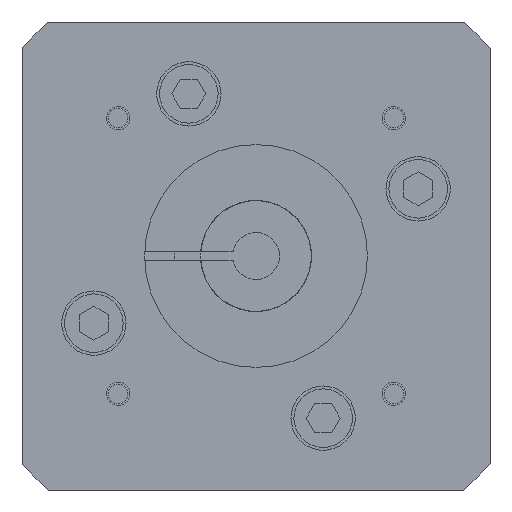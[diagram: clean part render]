
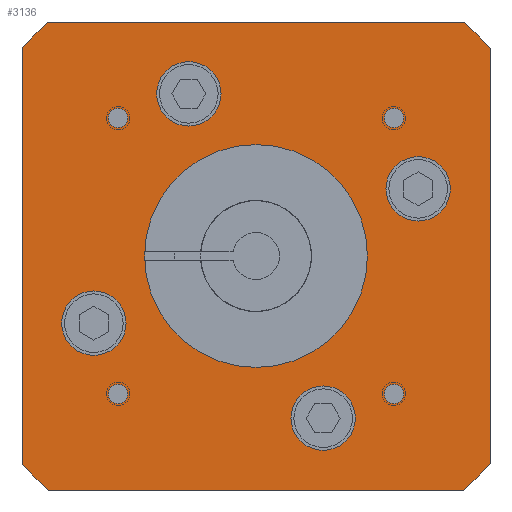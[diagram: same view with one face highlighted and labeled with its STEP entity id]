
A CAD part, left-side view. The second image highlights one B-rep face of the part: STEP entity #3136.
In plain terms, the highlighted planar face has unit normal (-1, 0, 0).
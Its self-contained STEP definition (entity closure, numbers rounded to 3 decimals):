
#85=CARTESIAN_POINT('',(0.,0.,0.));
#86=DIRECTION('',(-1.,0.,0.));
#87=DIRECTION('',(0.,-0.748,0.664));
#88=AXIS2_PLACEMENT_3D('',#85,#86,#87);
#90=DIRECTION('',(0.,0.,1.));
#91=VECTOR('',#90,71.056);
#92=CARTESIAN_POINT('',(0.,-40.,-35.528));
#93=LINE('',#92,#91);
#94=CARTESIAN_POINT('',(0.,0.,0.));
#95=DIRECTION('',(-1.,0.,0.));
#96=DIRECTION('',(0.,-0.664,-0.748));
#97=AXIS2_PLACEMENT_3D('',#94,#95,#96);
#99=DIRECTION('',(0.,-1.,0.));
#100=VECTOR('',#99,71.056);
#101=CARTESIAN_POINT('',(0.,35.528,-40.));
#102=LINE('',#101,#100);
#103=CARTESIAN_POINT('',(0.,0.,0.));
#104=DIRECTION('',(-1.,0.,0.));
#105=DIRECTION('',(0.,0.748,-0.664));
#106=AXIS2_PLACEMENT_3D('',#103,#104,#105);
#108=DIRECTION('',(0.,0.,-1.));
#109=VECTOR('',#108,71.056);
#110=CARTESIAN_POINT('',(0.,40.,35.528));
#111=LINE('',#110,#109);
#112=CARTESIAN_POINT('',(0.,0.,0.));
#113=DIRECTION('',(-1.,0.,0.));
#114=DIRECTION('',(0.,0.664,0.748));
#115=AXIS2_PLACEMENT_3D('',#112,#113,#114);
#117=DIRECTION('',(0.,1.,0.));
#118=VECTOR('',#117,71.056);
#119=CARTESIAN_POINT('',(0.,-35.528,40.));
#120=LINE('',#119,#118);
#121=CARTESIAN_POINT('',(0.,0.,0.));
#122=DIRECTION('',(1.,0.,0.));
#123=DIRECTION('',(0.,-1.,0.));
#124=AXIS2_PLACEMENT_3D('',#121,#122,#123);
#126=CARTESIAN_POINT('',(0.,0.,0.));
#127=DIRECTION('',(1.,0.,0.));
#128=DIRECTION('',(0.,1.,0.));
#129=AXIS2_PLACEMENT_3D('',#126,#127,#128);
#131=CARTESIAN_POINT('',(0.,-23.582,23.582));
#132=DIRECTION('',(-1.,0.,0.));
#133=DIRECTION('',(0.,0.,-1.));
#134=AXIS2_PLACEMENT_3D('',#131,#132,#133);
#136=CARTESIAN_POINT('',(0.,-23.582,23.582));
#137=DIRECTION('',(-1.,0.,0.));
#138=DIRECTION('',(0.,0.,1.));
#139=AXIS2_PLACEMENT_3D('',#136,#137,#138);
#141=CARTESIAN_POINT('',(0.,-23.582,-23.582));
#142=DIRECTION('',(-1.,0.,0.));
#143=DIRECTION('',(0.,0.,-1.));
#144=AXIS2_PLACEMENT_3D('',#141,#142,#143);
#146=CARTESIAN_POINT('',(0.,-23.582,-23.582));
#147=DIRECTION('',(-1.,0.,0.));
#148=DIRECTION('',(0.,0.,1.));
#149=AXIS2_PLACEMENT_3D('',#146,#147,#148);
#151=CARTESIAN_POINT('',(0.,23.582,-23.582));
#152=DIRECTION('',(-1.,0.,0.));
#153=DIRECTION('',(0.,0.,-1.));
#154=AXIS2_PLACEMENT_3D('',#151,#152,#153);
#156=CARTESIAN_POINT('',(0.,23.582,-23.582));
#157=DIRECTION('',(-1.,0.,0.));
#158=DIRECTION('',(0.,0.,1.));
#159=AXIS2_PLACEMENT_3D('',#156,#157,#158);
#161=CARTESIAN_POINT('',(0.,23.582,23.582));
#162=DIRECTION('',(-1.,0.,0.));
#163=DIRECTION('',(0.,0.,-1.));
#164=AXIS2_PLACEMENT_3D('',#161,#162,#163);
#166=CARTESIAN_POINT('',(0.,23.582,23.582));
#167=DIRECTION('',(-1.,0.,0.));
#168=DIRECTION('',(0.,0.,1.));
#169=AXIS2_PLACEMENT_3D('',#166,#167,#168);
#171=CARTESIAN_POINT('',(0.,-27.716,11.481));
#172=DIRECTION('',(-1.,0.,0.));
#173=DIRECTION('',(0.,0.,1.));
#174=AXIS2_PLACEMENT_3D('',#171,#172,#173);
#176=CARTESIAN_POINT('',(0.,-27.716,11.481));
#177=DIRECTION('',(-1.,0.,0.));
#178=DIRECTION('',(0.,0.,-1.));
#179=AXIS2_PLACEMENT_3D('',#176,#177,#178);
#181=CARTESIAN_POINT('',(0.,-11.481,-27.716));
#182=DIRECTION('',(-1.,0.,0.));
#183=DIRECTION('',(0.,0.,-1.));
#184=AXIS2_PLACEMENT_3D('',#181,#182,#183);
#186=CARTESIAN_POINT('',(0.,-11.481,-27.716));
#187=DIRECTION('',(-1.,0.,0.));
#188=DIRECTION('',(0.,0.,1.));
#189=AXIS2_PLACEMENT_3D('',#186,#187,#188);
#191=CARTESIAN_POINT('',(0.,27.716,-11.481));
#192=DIRECTION('',(-1.,0.,0.));
#193=DIRECTION('',(0.,0.,-1.));
#194=AXIS2_PLACEMENT_3D('',#191,#192,#193);
#196=CARTESIAN_POINT('',(0.,27.716,-11.481));
#197=DIRECTION('',(-1.,0.,0.));
#198=DIRECTION('',(0.,0.,1.));
#199=AXIS2_PLACEMENT_3D('',#196,#197,#198);
#201=CARTESIAN_POINT('',(0.,11.481,27.716));
#202=DIRECTION('',(-1.,0.,0.));
#203=DIRECTION('',(0.,0.,-1.));
#204=AXIS2_PLACEMENT_3D('',#201,#202,#203);
#206=CARTESIAN_POINT('',(0.,11.481,27.716));
#207=DIRECTION('',(-1.,0.,0.));
#208=DIRECTION('',(0.,0.,1.));
#209=AXIS2_PLACEMENT_3D('',#206,#207,#208);
#2675=CARTESIAN_POINT('',(0.,-40.,35.528));
#2676=CARTESIAN_POINT('',(0.,-35.528,40.));
#2677=VERTEX_POINT('',#2675);
#2678=VERTEX_POINT('',#2676);
#2679=CARTESIAN_POINT('',(0.,35.528,40.));
#2680=VERTEX_POINT('',#2679);
#2681=CARTESIAN_POINT('',(0.,40.,35.528));
#2682=VERTEX_POINT('',#2681);
#2683=CARTESIAN_POINT('',(0.,40.,-35.528));
#2684=VERTEX_POINT('',#2683);
#2685=CARTESIAN_POINT('',(0.,35.528,-40.));
#2686=VERTEX_POINT('',#2685);
#2687=CARTESIAN_POINT('',(0.,-35.528,-40.));
#2688=VERTEX_POINT('',#2687);
#2689=CARTESIAN_POINT('',(0.,-40.,-35.528));
#2690=VERTEX_POINT('',#2689);
#2691=CARTESIAN_POINT('',(0.,-19.05,0.));
#2692=CARTESIAN_POINT('',(0.,19.05,0.));
#2693=VERTEX_POINT('',#2691);
#2694=VERTEX_POINT('',#2692);
#2747=CARTESIAN_POINT('',(0.,-23.582,21.932));
#2748=CARTESIAN_POINT('',(0.,-23.582,25.232));
#2749=VERTEX_POINT('',#2747);
#2750=VERTEX_POINT('',#2748);
#2751=CARTESIAN_POINT('',(0.,-23.582,-25.232));
#2752=CARTESIAN_POINT('',(0.,-23.582,-21.932));
#2753=VERTEX_POINT('',#2751);
#2754=VERTEX_POINT('',#2752);
#2755=CARTESIAN_POINT('',(0.,23.582,-25.232));
#2756=CARTESIAN_POINT('',(0.,23.582,-21.932));
#2757=VERTEX_POINT('',#2755);
#2758=VERTEX_POINT('',#2756);
#2759=CARTESIAN_POINT('',(0.,23.582,21.932));
#2760=CARTESIAN_POINT('',(0.,23.582,25.232));
#2761=VERTEX_POINT('',#2759);
#2762=VERTEX_POINT('',#2760);
#2779=CARTESIAN_POINT('',(0.,-27.716,16.981));
#2780=CARTESIAN_POINT('',(0.,-27.716,5.981));
#2781=VERTEX_POINT('',#2779);
#2782=VERTEX_POINT('',#2780);
#2783=CARTESIAN_POINT('',(0.,-11.481,-33.216));
#2784=CARTESIAN_POINT('',(0.,-11.481,-22.216));
#2785=VERTEX_POINT('',#2783);
#2786=VERTEX_POINT('',#2784);
#2787=CARTESIAN_POINT('',(0.,27.716,-16.981));
#2788=CARTESIAN_POINT('',(0.,27.716,-5.981));
#2789=VERTEX_POINT('',#2787);
#2790=VERTEX_POINT('',#2788);
#2791=CARTESIAN_POINT('',(0.,11.481,22.216));
#2792=CARTESIAN_POINT('',(0.,11.481,33.216));
#2793=VERTEX_POINT('',#2791);
#2794=VERTEX_POINT('',#2792);
#3063=CARTESIAN_POINT('',(0.,0.,0.));
#3064=DIRECTION('',(-1.,0.,0.));
#3065=DIRECTION('',(0.,0.,-1.));
#3066=AXIS2_PLACEMENT_3D('',#3063,#3064,#3065);
#3067=PLANE('',#3066);
#3068=ORIENTED_EDGE('',*,*,#3029,.F.);
#3069=ORIENTED_EDGE('',*,*,#3044,.F.);
#3070=ORIENTED_EDGE('',*,*,#3057,.F.);
#3071=ORIENTED_EDGE('',*,*,#2980,.F.);
#3073=ORIENTED_EDGE('',*,*,#3072,.F.);
#3075=ORIENTED_EDGE('',*,*,#3074,.F.);
#3077=ORIENTED_EDGE('',*,*,#3076,.F.);
#3079=ORIENTED_EDGE('',*,*,#3078,.F.);
#3080=EDGE_LOOP('',(#3068,#3069,#3070,#3071,#3073,#3075,#3077,#3079));
#3081=FACE_OUTER_BOUND('',#3080,.F.);
#3083=ORIENTED_EDGE('',*,*,#3082,.F.);
#3085=ORIENTED_EDGE('',*,*,#3084,.F.);
#3086=EDGE_LOOP('',(#3083,#3085));
#3087=FACE_BOUND('',#3086,.F.);
#3089=ORIENTED_EDGE('',*,*,#3088,.T.);
#3091=ORIENTED_EDGE('',*,*,#3090,.T.);
#3092=EDGE_LOOP('',(#3089,#3091));
#3093=FACE_BOUND('',#3092,.F.);
#3095=ORIENTED_EDGE('',*,*,#3094,.T.);
#3097=ORIENTED_EDGE('',*,*,#3096,.T.);
#3098=EDGE_LOOP('',(#3095,#3097));
#3099=FACE_BOUND('',#3098,.F.);
#3101=ORIENTED_EDGE('',*,*,#3100,.T.);
#3103=ORIENTED_EDGE('',*,*,#3102,.T.);
#3104=EDGE_LOOP('',(#3101,#3103));
#3105=FACE_BOUND('',#3104,.F.);
#3107=ORIENTED_EDGE('',*,*,#3106,.T.);
#3109=ORIENTED_EDGE('',*,*,#3108,.T.);
#3110=EDGE_LOOP('',(#3107,#3109));
#3111=FACE_BOUND('',#3110,.F.);
#3113=ORIENTED_EDGE('',*,*,#3112,.T.);
#3115=ORIENTED_EDGE('',*,*,#3114,.T.);
#3116=EDGE_LOOP('',(#3113,#3115));
#3117=FACE_BOUND('',#3116,.F.);
#3119=ORIENTED_EDGE('',*,*,#3118,.T.);
#3121=ORIENTED_EDGE('',*,*,#3120,.T.);
#3122=EDGE_LOOP('',(#3119,#3121));
#3123=FACE_BOUND('',#3122,.F.);
#3125=ORIENTED_EDGE('',*,*,#3124,.T.);
#3127=ORIENTED_EDGE('',*,*,#3126,.T.);
#3128=EDGE_LOOP('',(#3125,#3127));
#3129=FACE_BOUND('',#3128,.F.);
#3131=ORIENTED_EDGE('',*,*,#3130,.T.);
#3133=ORIENTED_EDGE('',*,*,#3132,.T.);
#3134=EDGE_LOOP('',(#3131,#3133));
#3135=FACE_BOUND('',#3134,.F.);
#89=CIRCLE('',#88,53.5);
#98=CIRCLE('',#97,53.5);
#107=CIRCLE('',#106,53.5);
#116=CIRCLE('',#115,53.5);
#125=CIRCLE('',#124,19.05);
#130=CIRCLE('',#129,19.05);
#135=CIRCLE('',#134,1.65);
#140=CIRCLE('',#139,1.65);
#145=CIRCLE('',#144,1.65);
#150=CIRCLE('',#149,1.65);
#155=CIRCLE('',#154,1.65);
#160=CIRCLE('',#159,1.65);
#165=CIRCLE('',#164,1.65);
#170=CIRCLE('',#169,1.65);
#175=CIRCLE('',#174,5.5);
#180=CIRCLE('',#179,5.5);
#185=CIRCLE('',#184,5.5);
#190=CIRCLE('',#189,5.5);
#195=CIRCLE('',#194,5.5);
#200=CIRCLE('',#199,5.5);
#205=CIRCLE('',#204,5.5);
#210=CIRCLE('',#209,5.5);
#2980=EDGE_CURVE('',#2686,#2688,#102,.T.);
#3029=EDGE_CURVE('',#2677,#2678,#89,.T.);
#3044=EDGE_CURVE('',#2690,#2677,#93,.T.);
#3057=EDGE_CURVE('',#2688,#2690,#98,.T.);
#3072=EDGE_CURVE('',#2684,#2686,#107,.T.);
#3074=EDGE_CURVE('',#2682,#2684,#111,.T.);
#3076=EDGE_CURVE('',#2680,#2682,#116,.T.);
#3078=EDGE_CURVE('',#2678,#2680,#120,.T.);
#3082=EDGE_CURVE('',#2693,#2694,#125,.T.);
#3084=EDGE_CURVE('',#2694,#2693,#130,.T.);
#3088=EDGE_CURVE('',#2749,#2750,#135,.T.);
#3090=EDGE_CURVE('',#2750,#2749,#140,.T.);
#3094=EDGE_CURVE('',#2753,#2754,#145,.T.);
#3096=EDGE_CURVE('',#2754,#2753,#150,.T.);
#3100=EDGE_CURVE('',#2757,#2758,#155,.T.);
#3102=EDGE_CURVE('',#2758,#2757,#160,.T.);
#3106=EDGE_CURVE('',#2761,#2762,#165,.T.);
#3108=EDGE_CURVE('',#2762,#2761,#170,.T.);
#3112=EDGE_CURVE('',#2781,#2782,#175,.T.);
#3114=EDGE_CURVE('',#2782,#2781,#180,.T.);
#3118=EDGE_CURVE('',#2785,#2786,#185,.T.);
#3120=EDGE_CURVE('',#2786,#2785,#190,.T.);
#3124=EDGE_CURVE('',#2789,#2790,#195,.T.);
#3126=EDGE_CURVE('',#2790,#2789,#200,.T.);
#3130=EDGE_CURVE('',#2793,#2794,#205,.T.);
#3132=EDGE_CURVE('',#2794,#2793,#210,.T.);
#3136=ADVANCED_FACE('',(#3081,#3087,#3093,#3099,#3105,#3111,#3117,#3123,#3129,
#3135),#3067,.T.);
